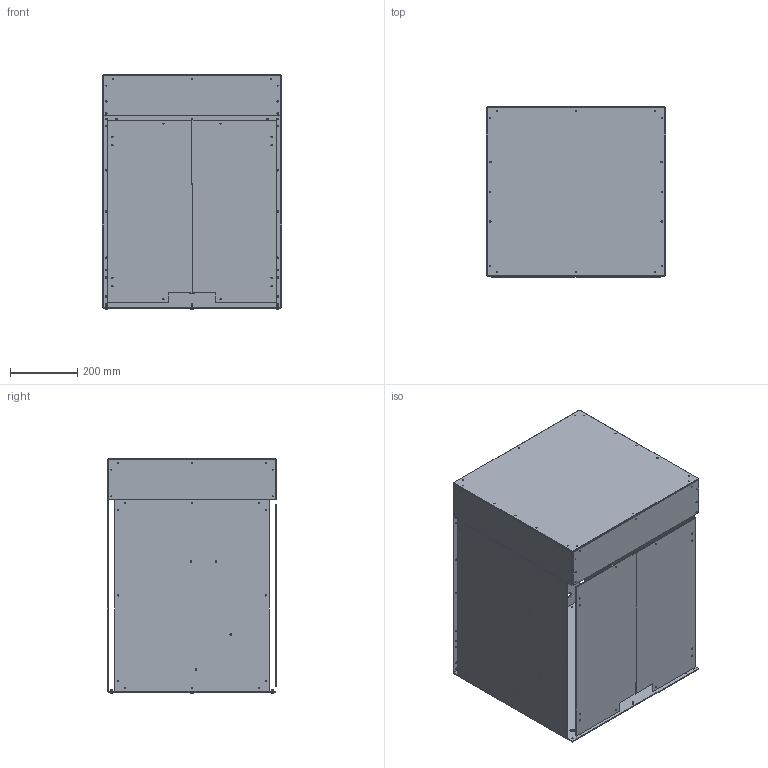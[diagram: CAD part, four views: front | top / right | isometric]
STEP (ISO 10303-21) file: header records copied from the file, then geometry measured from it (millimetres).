
FILE_DESCRIPTION(/* description */ (''),/* implementation_level */ '2;1');
FILE_NAME(/* name */ 'Panels.step',/* time_stamp */ '2023-05-01T20:39:57-04:00',/* author */ (''),/* organization */ (''),/* preprocessor_version */ 'ST-DEVELOPER v19.2',/* originating_system */ 'Autodesk Translation Framework v12.4.0.73',/* authorisation */ '');
FILE_SCHEMA (('AUTOMOTIVE_DESIGN { 1 0 10303 214 3 1 1 }'));
Length unit declared in the file: millimetre
Products named in the file (18): Vz-330; Enclosure; right panel (1); left panel (1); Front panels; Left panel; right panel (2); bottom panel; M4 8mm Socket Head; Top Cover; back panel; right panel; top panel; panel front; left panel_1; Rear_Panel_1x_Aluminium CPAP; Enclosure_1; Rear panel
Assembly tree (20 placements, depth 5):
  Vz-330
    Enclosure
      right panel (1)
      left panel (1)
      Front panels
        Left panel
        right panel (2)
      bottom panel
        M4 8mm Socket Head  x4
      Top Cover
        back panel
        right panel
        top panel
        panel front
        left panel_1
      Rear_Panel_1x_Aluminium CPAP
        Enclosure_1
          Rear panel
Bounding box: 536 x 506 x 700 mm (x, y, z)
Volume: 5572180 mm3; surface area: 3783749.2 mm2
Topology: 15 solids, 15 shells, 474 faces, 1247 edges, 814 vertices
Faces by surface type: cylinder 279, plane 151, cone 36, bspline 8
Full cylindrical faces by diameter (mm): 3.091 x40, 3.3 x66, 4 x40, 4.3 x60, 4.4 x2, 4.5 x4, 4.8 x2, 5.4 x4, 7 x4, 18 x1, 26 x1, 115 x1
Entity records: 15368 total; most frequent: CARTESIAN_POINT 4197, DIRECTION 1969, ORIENTED_EDGE 1816, EDGE_CURVE 908, AXIS2_PLACEMENT_3D 747, EDGE_LOOP 645, VERTEX_POINT 601, LINE 475
